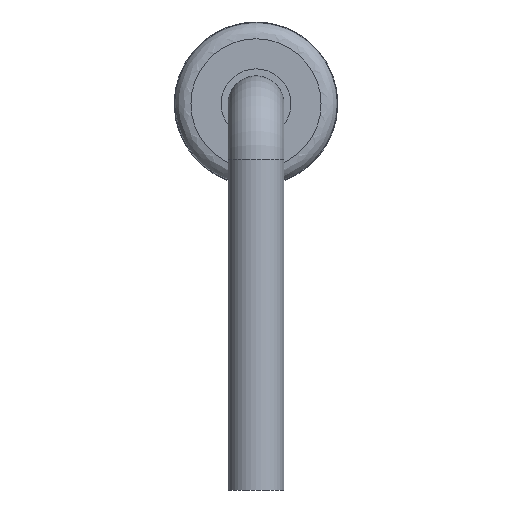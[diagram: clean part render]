
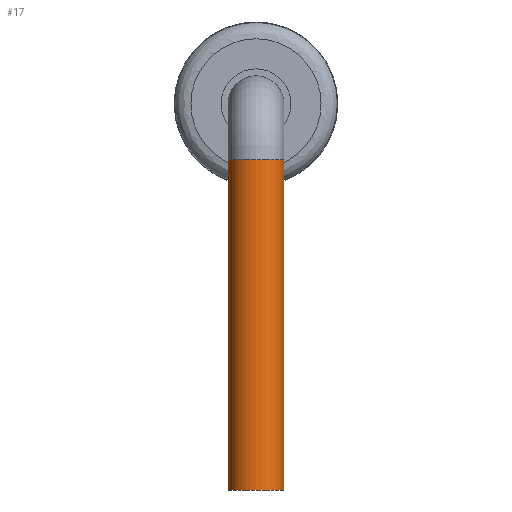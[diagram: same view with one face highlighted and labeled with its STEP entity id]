
A CAD part, left-side view. The second image highlights one B-rep face of the part: STEP entity #17.
In plain terms, the highlighted cylindrical face has radius 0.275 mm (diameter 0.55 mm), a full revolution.
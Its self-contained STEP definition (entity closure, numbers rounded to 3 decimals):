
#17=ADVANCED_FACE('',(#18),#42,.T.);
#18=FACE_BOUND('',#19,.T.);
#19=EDGE_LOOP('',(#20,#29,#36,#37));
#20=ORIENTED_EDGE('',*,*,#21,.T.);
#21=EDGE_CURVE('',#22,#24,#26,.T.);
#22=VERTEX_POINT('',#23);
#23=CARTESIAN_POINT('',(0.275,0.,-2.5));
#24=VERTEX_POINT('',#25);
#25=CARTESIAN_POINT('',(0.275,0.,0.75));
#26=LINE('',#25,#27);
#27=VECTOR('',#28,1.);
#28=DIRECTION('',(0.,0.,1.));
#29=ORIENTED_EDGE('',*,*,#30,.F.);
#30=EDGE_CURVE('',#24,#24,#31,.T.);
#31=CIRCLE('',#32,0.275);
#32=AXIS2_PLACEMENT_3D('',#33,#34,#35);
#33=CARTESIAN_POINT('',(0.,0.,0.75));
#34=DIRECTION('',(0.,0.,1.));
#35=DIRECTION('',(1.,0.,0.));
#36=ORIENTED_EDGE('',*,*,#21,.F.);
#37=ORIENTED_EDGE('',*,*,#38,.T.);
#38=EDGE_CURVE('',#22,#22,#39,.T.);
#39=CIRCLE('',#40,0.275);
#40=AXIS2_PLACEMENT_3D('',#41,#34,#35);
#41=CARTESIAN_POINT('',(0.,0.,-2.5));
#42=CYLINDRICAL_SURFACE('',#43,0.275);
#43=AXIS2_PLACEMENT_3D('',#33,#28,#35);
